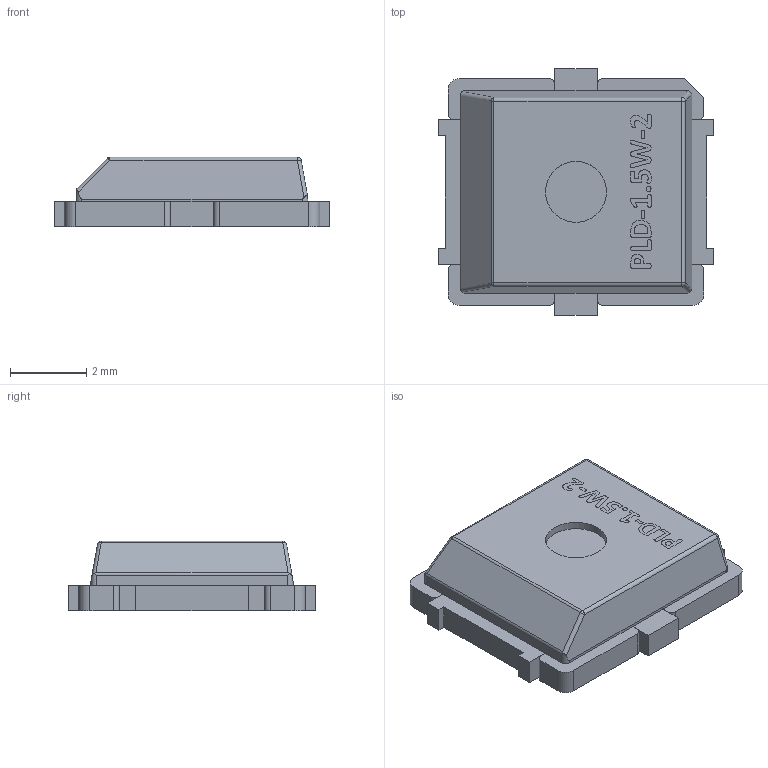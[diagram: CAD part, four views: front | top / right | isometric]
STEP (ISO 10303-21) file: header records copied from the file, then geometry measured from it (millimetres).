
FILE_DESCRIPTION (( 'STEP AP214' ), '1' );
FILE_NAME ('75CB762C-0B89-48AD-9F77-683F6CD5C22E.STEP', '2022-07-12T10:14:07', ( '' ), ( '' ), 'SwSTEP 2.0', 'SolidWorks 2022', '' );
FILE_SCHEMA (( 'AUTOMOTIVE_DESIGN' ));
Length unit declared in the file: millimetre
Products named in the file (1): 75CB762C-0B89-48AD-9F77-683F6CD5C22E
Bounding box: 7.24 x 6.48 x 1.83 mm (x, y, z)
Volume: 61.2 mm3; surface area: 230.5 mm2
Topology: 6 solids, 6 shells, 132 faces, 428 edges, 321 vertices
Faces by surface type: plane 102, cylinder 26, sphere 4
Entity records: 7007 total; most frequent: CARTESIAN_POINT 1858, ORIENTED_EDGE 856, DIRECTION 650, EDGE_CURVE 428, VERTEX_POINT 321, LINE 300, VECTOR 300, AXIS2_PLACEMENT_3D 175
